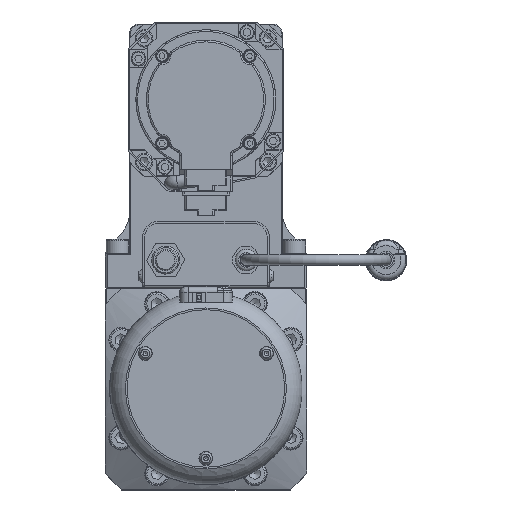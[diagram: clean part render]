
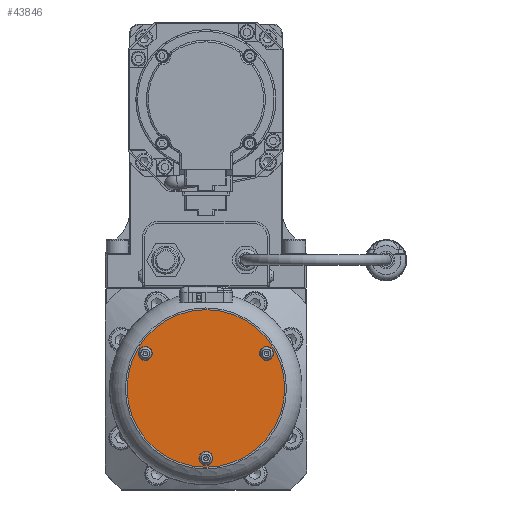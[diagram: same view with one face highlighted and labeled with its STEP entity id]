
A CAD part, top view. The second image highlights one B-rep face of the part: STEP entity #43846.
In plain terms, the highlighted planar face has unit normal (0, 0, 1).
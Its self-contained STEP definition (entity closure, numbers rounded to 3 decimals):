
#632=FACE_BOUND('',#7426,.T.);
#633=FACE_BOUND('',#7427,.T.);
#634=FACE_BOUND('',#7428,.T.);
#2614=PLANE('',#47894);
#4790=FACE_OUTER_BOUND('',#7425,.T.);
#7425=EDGE_LOOP('',(#36951));
#7426=EDGE_LOOP('',(#36952));
#7427=EDGE_LOOP('',(#36953));
#7428=EDGE_LOOP('',(#36954));
#16265=CIRCLE('',#47281,45.);
#16560=CIRCLE('',#47895,4.);
#16561=CIRCLE('',#47896,4.);
#16562=CIRCLE('',#47897,4.);
#19673=VERTEX_POINT('',#71836);
#20218=VERTEX_POINT('',#74273);
#20219=VERTEX_POINT('',#74275);
#20220=VERTEX_POINT('',#74277);
#25079=EDGE_CURVE('',#19673,#19673,#16265,.T.);
#25940=EDGE_CURVE('',#20218,#20218,#16560,.T.);
#25941=EDGE_CURVE('',#20219,#20219,#16561,.T.);
#25942=EDGE_CURVE('',#20220,#20220,#16562,.T.);
#36951=ORIENTED_EDGE('',*,*,#25079,.T.);
#36952=ORIENTED_EDGE('',*,*,#25940,.T.);
#36953=ORIENTED_EDGE('',*,*,#25941,.T.);
#36954=ORIENTED_EDGE('',*,*,#25942,.T.);
#43846=ADVANCED_FACE('',(#4790,#632,#633,#634),#2614,.F.);
#47281=AXIS2_PLACEMENT_3D('',#71837,#57112,#57113);
#47894=AXIS2_PLACEMENT_3D('',#74272,#58816,#58817);
#47895=AXIS2_PLACEMENT_3D('',#74274,#58818,#58819);
#47896=AXIS2_PLACEMENT_3D('',#74276,#58820,#58821);
#47897=AXIS2_PLACEMENT_3D('',#74278,#58822,#58823);
#57112=DIRECTION('center_axis',(0.,0.,
1.));
#57113=DIRECTION('ref_axis',(0.866,-0.5,0.));
#58816=DIRECTION('center_axis',(0.,0.,
-1.));
#58817=DIRECTION('ref_axis',(1.,0.,0.));
#58818=DIRECTION('center_axis',(0.,0.,
-1.));
#58819=DIRECTION('ref_axis',(1.,0.,0.));
#58820=DIRECTION('center_axis',(0.,0.,
-1.));
#58821=DIRECTION('ref_axis',(1.,0.,0.));
#58822=DIRECTION('center_axis',(0.,0.,
-1.));
#58823=DIRECTION('ref_axis',(1.,0.,0.));
#71836=CARTESIAN_POINT('',(45.,0.,304.));
#71837=CARTESIAN_POINT('Origin',(0.,0.,
304.));
#74272=CARTESIAN_POINT('Origin',(0.,0.,
304.));
#74273=CARTESIAN_POINT('',(-4.,-40.,304.));
#74274=CARTESIAN_POINT('Origin',(0.,-40.,
304.));
#74275=CARTESIAN_POINT('',(-38.641,20.,304.));
#74276=CARTESIAN_POINT('Origin',(-34.641,20.,304.));
#74277=CARTESIAN_POINT('',(30.641,20.,304.));
#74278=CARTESIAN_POINT('Origin',(34.641,20.,304.));
